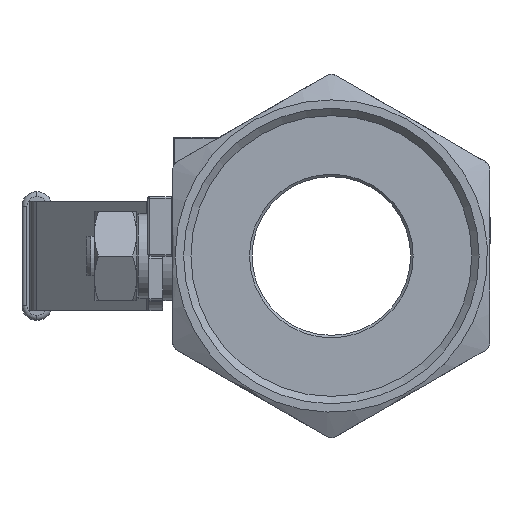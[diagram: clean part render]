
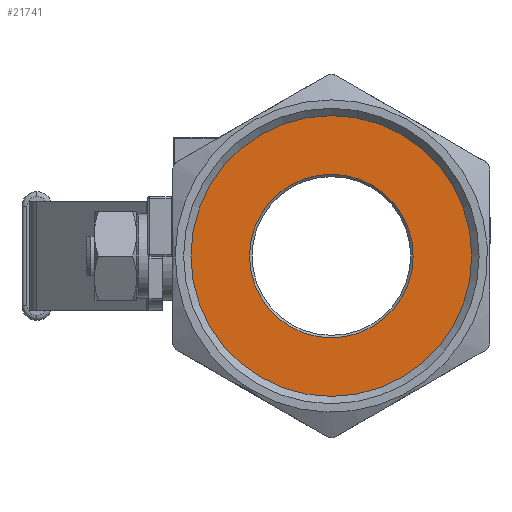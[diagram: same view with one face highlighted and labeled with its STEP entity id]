
A CAD part, left-side view. The second image highlights one B-rep face of the part: STEP entity #21741.
In plain terms, the highlighted planar face has unit normal (-1, 0, 0).
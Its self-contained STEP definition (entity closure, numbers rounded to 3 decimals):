
#6 = EDGE_CURVE ( 'NONE', #30880, #30880, #34066, .T. ) ;
#7 = EDGE_CURVE ( 'NONE', #30883, #30883, #34109, .T. ) ;
#6794 = ORIENTED_EDGE ( 'NONE', *, *, #6, .T. ) ;
#6795 = ORIENTED_EDGE ( 'NONE', *, *, #7, .T. ) ;
#9226 = EDGE_LOOP ( 'NONE', ( #6794 ) ) ;
#9227 = EDGE_LOOP ( 'NONE', ( #6795 ) ) ;
#10252 = FACE_BOUND ( 'NONE', #9226, .T. ) ;
#10254 = FACE_OUTER_BOUND ( 'NONE', #9227, .T. ) ;
#10255 = PLANE ( 'NONE',  #12563 ) ;
#10264 = CARTESIAN_POINT ( 'NONE',  ( -28., 28.327, 0. ) ) ;
#10265 = DIRECTION ( 'NONE',  ( -1., 0., 0. ) ) ;
#10266 = DIRECTION ( 'NONE',  ( 0., 0., 1. ) ) ;
#12563 = AXIS2_PLACEMENT_3D ( 'NONE', #10264, #10265, #10266 ) ;
#15638 = CARTESIAN_POINT ( 'NONE',  ( -28., 0., 0. ) ) ;
#15639 = DIRECTION ( 'NONE',  ( 1., 0., 0. ) ) ;
#15641 = DIRECTION ( 'NONE',  ( 0., 0., 1. ) ) ;
#15644 = CARTESIAN_POINT ( 'NONE',  ( -28., 0., 0. ) ) ;
#15645 = DIRECTION ( 'NONE',  ( -1., 0., 0. ) ) ;
#15647 = DIRECTION ( 'NONE',  ( 0., 0., 1. ) ) ;
#21741 = ADVANCED_FACE ( 'NONE', ( #10252, #10254 ), #10255, .T. ) ;
#30868 = CARTESIAN_POINT ( 'NONE',  ( -28., 0., 16.5 ) ) ;
#30880 = VERTEX_POINT ( 'NONE', #30868 ) ;
#30883 = VERTEX_POINT ( 'NONE', #30885 ) ;
#30885 = CARTESIAN_POINT ( 'NONE',  ( -28., 0., 28.327 ) ) ;
#34057 = AXIS2_PLACEMENT_3D ( 'NONE', #15638, #15639, #15641 ) ;
#34062 = AXIS2_PLACEMENT_3D ( 'NONE', #15644, #15645, #15647 ) ;
#34066 = CIRCLE ( 'NONE', #34057, 16.5 ) ;
#34109 = CIRCLE ( 'NONE', #34062, 28.327 ) ;
